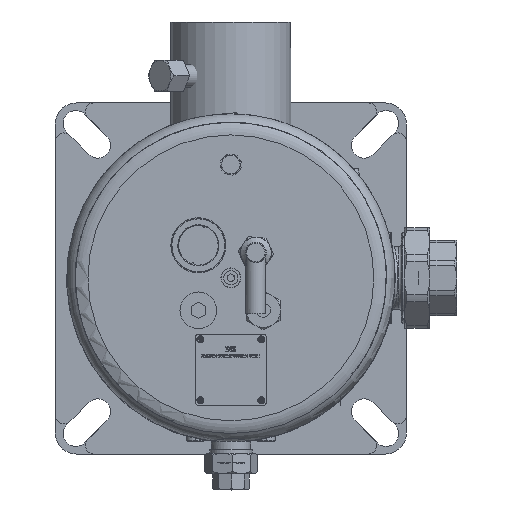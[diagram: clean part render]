
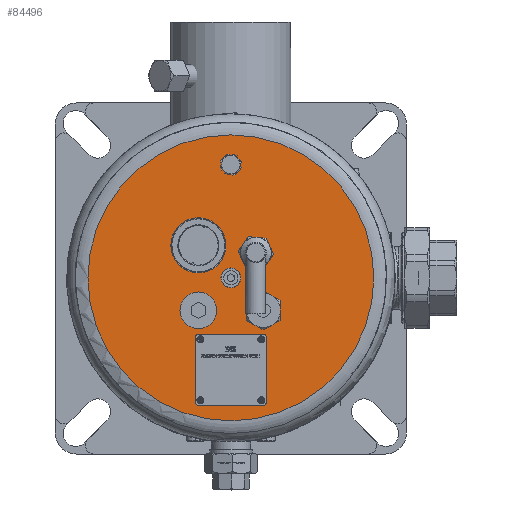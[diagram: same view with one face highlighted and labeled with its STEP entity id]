
A CAD part, top view. The second image highlights one B-rep face of the part: STEP entity #84496.
In plain terms, the highlighted planar face has unit normal (0, 0, 1).
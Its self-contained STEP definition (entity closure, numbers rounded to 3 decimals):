
#17625=FACE_OUTER_BOUND('',#22601,.T.);
#22601=EDGE_LOOP('',(#54256));
#28221=CIRCLE('',#89929,101.);
#32480=VERTEX_POINT('',#123907);
#40947=EDGE_CURVE('',#32480,#32480,#28221,.T.);
#54256=ORIENTED_EDGE('',*,*,#40947,.F.);
#76663=PLANE('',#89928);
#84496=ADVANCED_FACE('',(#17625),#76663,.F.);
#89928=AXIS2_PLACEMENT_3D('',#123906,#99784,#99785);
#89929=AXIS2_PLACEMENT_3D('',#123908,#99786,#99787);
#99784=DIRECTION('center_axis',(0.,0.,
-1.));
#99785=DIRECTION('ref_axis',(0.,1.,0.));
#99786=DIRECTION('center_axis',(0.,0.,
-1.));
#99787=DIRECTION('ref_axis',(0.,1.,0.));
#123906=CARTESIAN_POINT('Origin',(0.,0.,
249.));
#123907=CARTESIAN_POINT('',(0.,-101.,249.));
#123908=CARTESIAN_POINT('Origin',(0.,0.,
249.));
